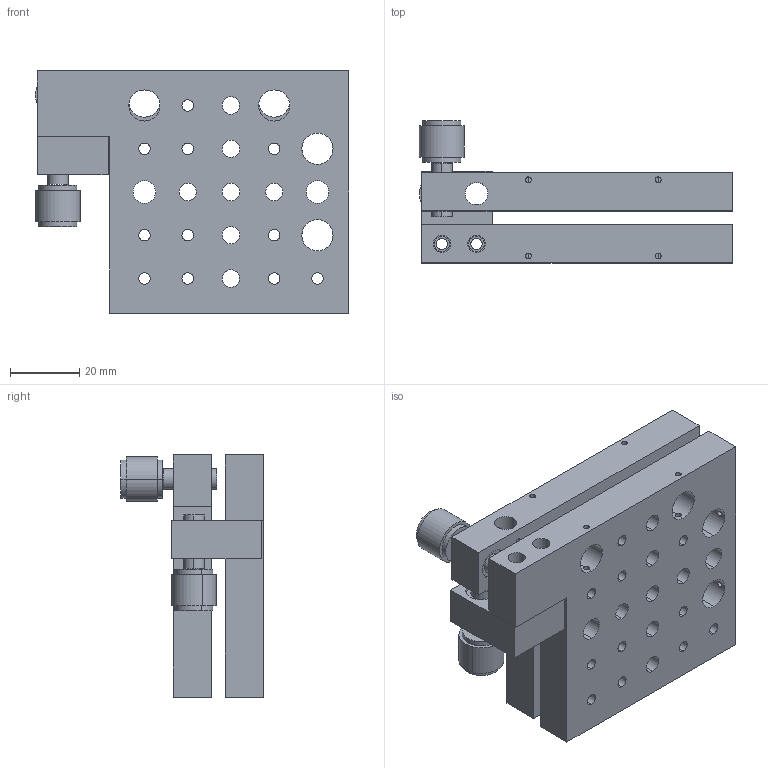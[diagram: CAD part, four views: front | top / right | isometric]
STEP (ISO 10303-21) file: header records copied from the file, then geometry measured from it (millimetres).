
FILE_DESCRIPTION (( 'STEP AP203' ), '1' );
FILE_NAME ('GCM-1911M 俋倰芞.STEP', '2018-05-07T08:11:40', ( 'china' ), ( 'china' ), 'SwSTEP 2.0', 'SolidWorks 2015', '' );
FILE_SCHEMA (( 'CONFIG_CONTROL_DESIGN' ));
Length unit declared in the file: millimetre
Products named in the file (1): GCM-1911M 俋倰芞
Bounding box: 90.5 x 41.1 x 70 mm (x, y, z)
Surface area: 40513.8 mm2 (no closed solid volume)
Topology: 0 solids, 12 shells, 268 faces, 786 edges, 528 vertices
Faces by surface type: cylinder 206, plane 46, cone 16
Entity records: 9996 total; most frequent: CARTESIAN_POINT 2269, DIRECTION 1682, ORIENTED_EDGE 1464, EDGE_CURVE 782, AXIS2_PLACEMENT_3D 689, VERTEX_POINT 528, EDGE_LOOP 434, CIRCLE 420
